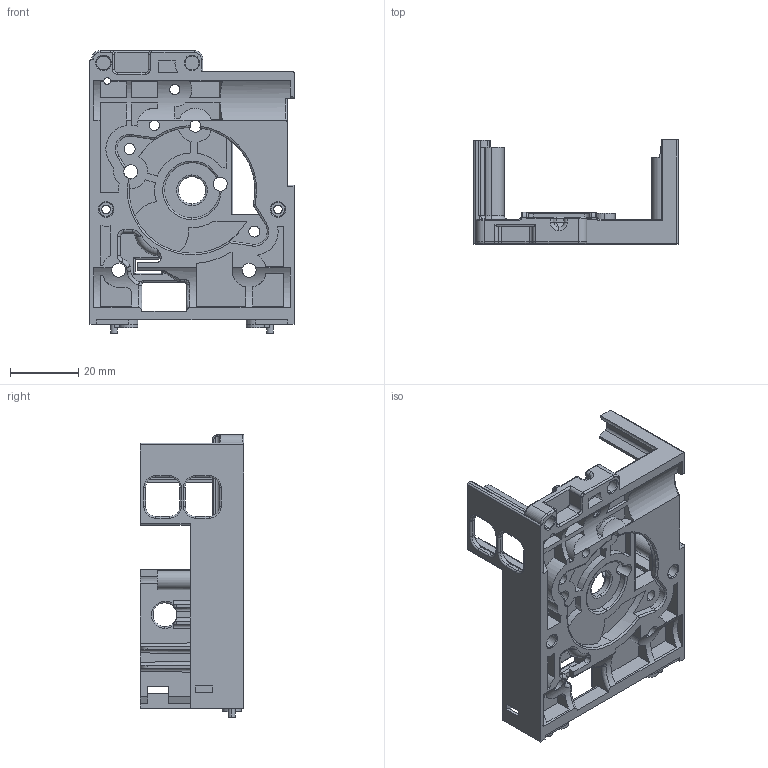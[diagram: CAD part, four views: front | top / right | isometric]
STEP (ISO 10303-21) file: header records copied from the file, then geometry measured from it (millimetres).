
FILE_DESCRIPTION (( 'STEP AP214' ), '1' );
FILE_NAME ('Extruder Head Bambumod 1.8.2 Lite.STEP', '2025-08-13T15:18:19', ( '' ), ( '' ), 'SwSTEP 2.0', 'SolidWorks 2024', '' );
FILE_SCHEMA (( 'AUTOMOTIVE_DESIGN' ));
Length unit declared in the file: millimetre
Products named in the file (1): Extruder Head Bambumod 1.8.2 Lite
Bounding box: 60 x 30.5 x 83 mm (x, y, z)
Volume: 23779 mm3; surface area: 21342 mm2
Topology: 1 solids, 1 shells, 733 faces, 1919 edges, 1181 vertices
Faces by surface type: cylinder 319, plane 258, torus 89, bspline 27, cone 25, sphere 15
Entity records: 23570 total; most frequent: CARTESIAN_POINT 5550, DIRECTION 3860, ORIENTED_EDGE 3806, EDGE_CURVE 1903, AXIS2_PLACEMENT_3D 1447, VERTEX_POINT 1181, LINE 966, VECTOR 966
